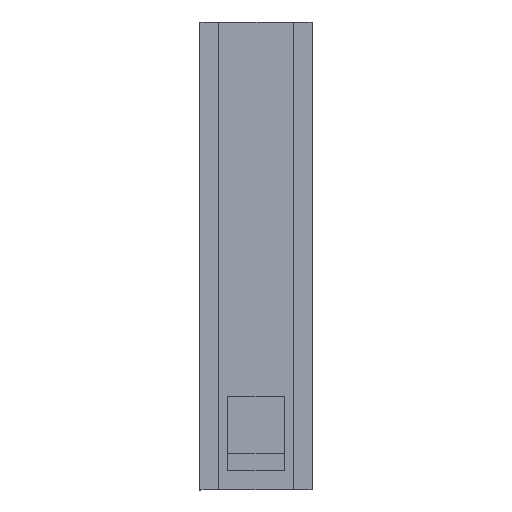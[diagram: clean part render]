
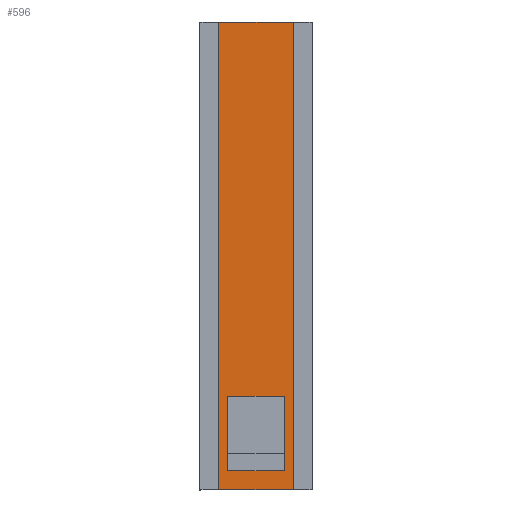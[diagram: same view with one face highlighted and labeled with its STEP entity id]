
A CAD part, top view. The second image highlights one B-rep face of the part: STEP entity #596.
In plain terms, the highlighted face is planar.
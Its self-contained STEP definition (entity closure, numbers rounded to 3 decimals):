
#52=FACE_OUTER_BOUND('',#86,.T.);
#86=EDGE_LOOP('',(#409,#410,#411,#412));
#121=LINE('',#904,#199);
#123=LINE('',#908,#201);
#124=LINE('',#910,#202);
#125=LINE('',#911,#203);
#199=VECTOR('',#734,10.);
#201=VECTOR('',#738,10.);
#202=VECTOR('',#739,10.);
#203=VECTOR('',#740,10.);
#277=VERTEX_POINT('',#901);
#278=VERTEX_POINT('',#903);
#279=VERTEX_POINT('',#907);
#280=VERTEX_POINT('',#909);
#329=EDGE_CURVE('',#278,#277,#121,.T.);
#331=EDGE_CURVE('',#277,#279,#123,.T.);
#332=EDGE_CURVE('',#279,#280,#124,.T.);
#333=EDGE_CURVE('',#280,#278,#125,.T.);
#409=ORIENTED_EDGE('',*,*,#329,.T.);
#410=ORIENTED_EDGE('',*,*,#331,.T.);
#411=ORIENTED_EDGE('',*,*,#332,.T.);
#412=ORIENTED_EDGE('',*,*,#333,.T.);
#562=PLANE('',#682);
#596=ADVANCED_FACE('',(#52),#562,.T.);
#682=AXIS2_PLACEMENT_3D('',#906,#736,#737);
#734=DIRECTION('',(1.,0.,0.));
#736=DIRECTION('center_axis',(0.,1.,0.));
#737=DIRECTION('ref_axis',(0.,0.,1.));
#738=DIRECTION('',(0.,0.,-1.));
#739=DIRECTION('',(-1.,0.,0.));
#740=DIRECTION('',(0.,0.,1.));
#901=CARTESIAN_POINT('',(45.,11.,-11.5));
#903=CARTESIAN_POINT('',(20.,11.,-11.5));
#904=CARTESIAN_POINT('',(38.75,11.,-11.5));
#906=CARTESIAN_POINT('Origin',(32.5,11.,-13.5));
#907=CARTESIAN_POINT('',(45.,11.,-15.5));
#908=CARTESIAN_POINT('',(45.,11.,-10.5));
#909=CARTESIAN_POINT('',(20.,11.,-15.5));
#910=CARTESIAN_POINT('',(38.25,11.,-15.5));
#911=CARTESIAN_POINT('',(20.,11.,-13.5));
